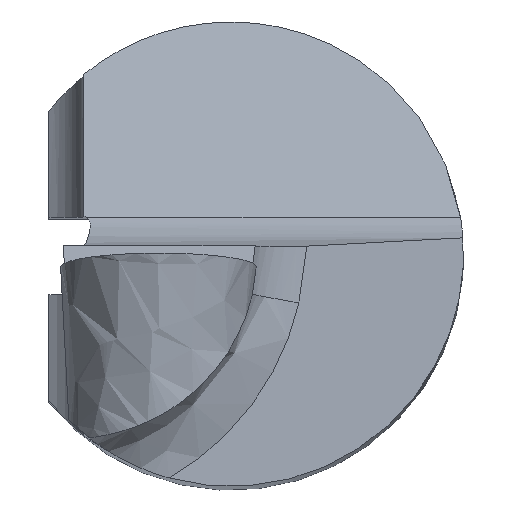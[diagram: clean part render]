
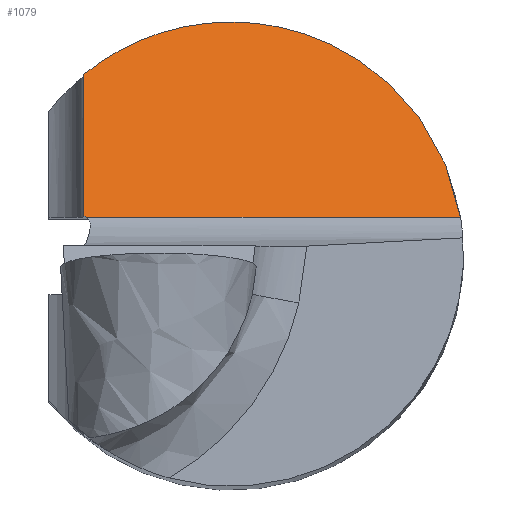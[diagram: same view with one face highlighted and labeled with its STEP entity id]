
A CAD part, top view. The second image highlights one B-rep face of the part: STEP entity #1079.
In plain terms, the highlighted planar face has unit normal (0, 0.766, 0.643).
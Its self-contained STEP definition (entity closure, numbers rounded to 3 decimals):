
#41 = B_SPLINE_CURVE_WITH_KNOTS ( 'NONE', 3,
 ( #357, #754, #655, #735 ),
 .UNSPECIFIED., .F., .F.,
 ( 4, 4 ),
 ( 0., 0. ),
 .UNSPECIFIED. ) ;
#85 = ORIENTED_EDGE ( 'NONE', *, *, #1043, .F. ) ;
#91 = PLANE ( 'NONE',  #709 ) ;
#122 = DIRECTION ( 'NONE',  ( 0., -0.643, 0.766 ) ) ;
#144 = CARTESIAN_POINT ( 'NONE',  ( 3., 0.474, 28.01 ) ) ;
#282 = EDGE_CURVE ( 'NONE', #295, #1073, #527, .T. ) ;
#292 = FACE_OUTER_BOUND ( 'NONE', #1280, .T. ) ;
#295 = VERTEX_POINT ( 'NONE', #307 ) ;
#307 = CARTESIAN_POINT ( 'NONE',  ( -1.9, 2.322, 25.808 ) ) ;
#321 = CARTESIAN_POINT ( 'NONE',  ( 2.962, 0.474, 28.01 ) ) ;
#330 = CARTESIAN_POINT ( 'NONE',  ( -1.9, 5.445, 22.086 ) ) ;
#357 = CARTESIAN_POINT ( 'NONE',  ( -1.9, 0.493, 27.988 ) ) ;
#374 = VECTOR ( 'NONE', #939, 1000. ) ;
#424 = VERTEX_POINT ( 'NONE', #1072 ) ;
#467 = DIRECTION ( 'NONE',  ( 0., -0.766, -0.643 ) ) ;
#485 = DIRECTION ( 'NONE',  ( 0., 0.643, -0.766 ) ) ;
#525 = CARTESIAN_POINT ( 'NONE',  ( -1.9, 2.322, 25.808 ) ) ;
#527 = LINE ( 'NONE', #330, #836 ) ;
#561 = LINE ( 'NONE', #144, #374 ) ;
#611 =( BOUNDED_CURVE ( )  B_SPLINE_CURVE ( 3, ( #1023, #831, #726, #525 ),
 .UNSPECIFIED., .F., .F. ) 
 B_SPLINE_CURVE_WITH_KNOTS ( ( 4, 4 ),
 ( 4.871, 6.969 ),
 .UNSPECIFIED. ) 
 CURVE ( )  GEOMETRIC_REPRESENTATION_ITEM ( )  RATIONAL_B_SPLINE_CURVE ( ( 1., 0.666, 0.666, 1. ) ) 
 REPRESENTATION_ITEM ( '' )  );
#655 = CARTESIAN_POINT ( 'NONE',  ( -1.874, 0.482, 28.001 ) ) ;
#709 = AXIS2_PLACEMENT_3D ( 'NONE', #1295, #467, #485 ) ;
#726 = CARTESIAN_POINT ( 'NONE',  ( 0.116, 3.971, 23.843 ) ) ;
#735 = CARTESIAN_POINT ( 'NONE',  ( -1.864, 0.474, 28.01 ) ) ;
#754 = CARTESIAN_POINT ( 'NONE',  ( -1.886, 0.488, 27.993 ) ) ;
#795 = ORIENTED_EDGE ( 'NONE', *, *, #1021, .T. ) ;
#823 = VERTEX_POINT ( 'NONE', #321 ) ;
#831 = CARTESIAN_POINT ( 'NONE',  ( 2.55, 3.046, 24.945 ) ) ;
#836 = VECTOR ( 'NONE', #122, 1000. ) ;
#860 = EDGE_CURVE ( 'NONE', #823, #295, #611, .T. ) ;
#939 = DIRECTION ( 'NONE',  ( -1., 0., 0. ) ) ;
#1021 = EDGE_CURVE ( 'NONE', #1073, #424, #41, .T. ) ;
#1023 = CARTESIAN_POINT ( 'NONE',  ( 2.962, 0.474, 28.01 ) ) ;
#1027 = ORIENTED_EDGE ( 'NONE', *, *, #282, .T. ) ;
#1034 = ORIENTED_EDGE ( 'NONE', *, *, #860, .T. ) ;
#1043 = EDGE_CURVE ( 'NONE', #823, #424, #561, .T. ) ;
#1072 = CARTESIAN_POINT ( 'NONE',  ( -1.864, 0.474, 28.01 ) ) ;
#1073 = VERTEX_POINT ( 'NONE', #1188 ) ;
#1079 = ADVANCED_FACE ( 'NONE', ( #292 ), #91, .F. ) ;
#1188 = CARTESIAN_POINT ( 'NONE',  ( -1.9, 0.493, 27.988 ) ) ;
#1280 = EDGE_LOOP ( 'NONE', ( #85, #1034, #1027, #795 ) ) ;
#1295 = CARTESIAN_POINT ( 'NONE',  ( 3., 0.474, 28.01 ) ) ;
